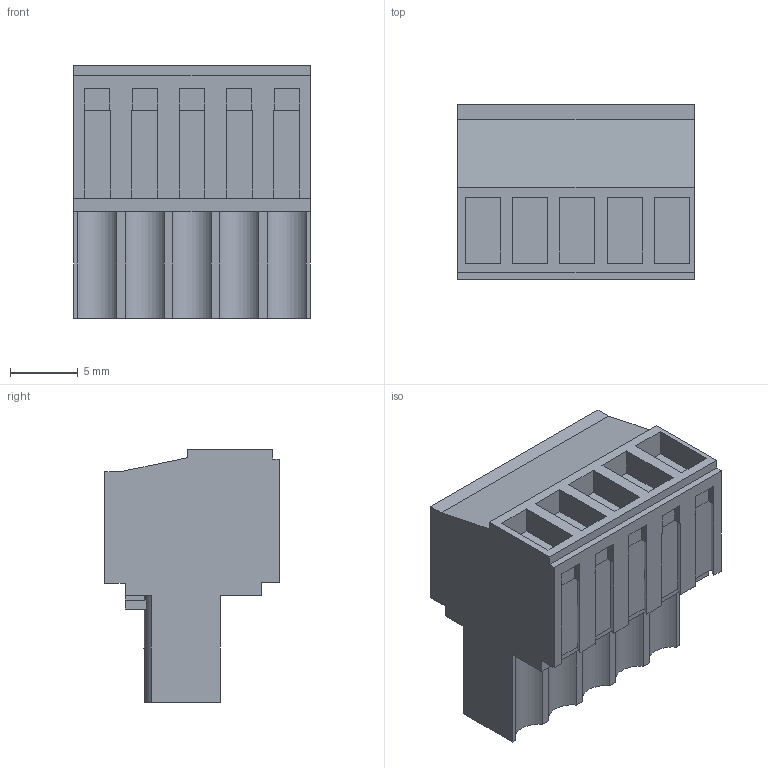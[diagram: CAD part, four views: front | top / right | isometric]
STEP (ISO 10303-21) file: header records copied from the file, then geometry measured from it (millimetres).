
FILE_DESCRIPTION(('CATIA V5 STEP Exchange','CAx-IF Rec.Pracs.--- Model Styling and Organization---1.2---2011-12-15'),'2;1');
FILE_NAME ('D1453460_0_1614090000_1614090000.stp','2017-04-25T09:08:22+00:00',('none'),('Weidmueller'),'CATIA Version 5-6 Release 2014','CATIA V5 STEP AP214','none');
FILE_SCHEMA(('AUTOMOTIVE_DESIGN { 1 0 10303 214 1 1 1 1 }'));
Length unit declared in the file: millimetre
Products named in the file (1): 1614090000
Bounding box: 17.5 x 12.9 x 18.7 mm (x, y, z)
Volume: 2585.6 mm3; surface area: 2213.7 mm2
Topology: 6 solids, 6 shells, 309 faces, 863 edges, 586 vertices
Faces by surface type: plane 279, cylinder 30
Entity records: 9232 total; most frequent: ORIENTED_EDGE 1726, CARTESIAN_POINT 1650, DIRECTION 1263, EDGE_CURVE 863, VECTOR 753, LINE 753, VERTEX_POINT 586, EDGE_LOOP 329
